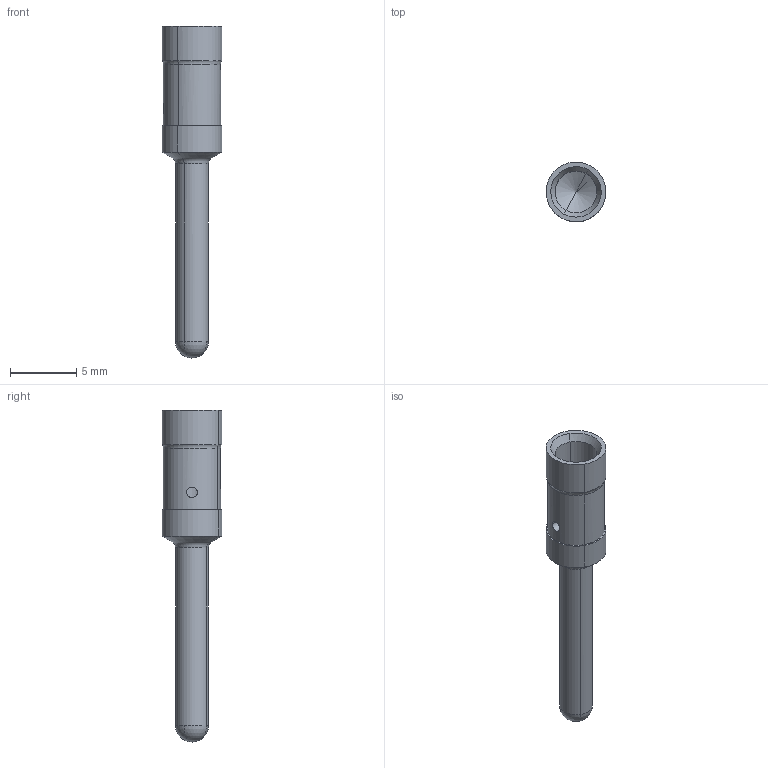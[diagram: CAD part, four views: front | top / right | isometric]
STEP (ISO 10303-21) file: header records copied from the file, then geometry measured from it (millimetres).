
FILE_DESCRIPTION(('CATIA V5 STEP Exchange','CAx-IF Rec.Pracs.--- Model Styling and Organization---1.4--- 2014-01-23'),'2;1');
FILE_NAME ('13283530_3', '2019-11-14T07:48:53+00:00', ('none'), ('Weidmueller'), 'CATIA Version 5-6 Release 2016 SP3 HF44', 'CATIA V5 STEP AP214', 'none');
FILE_SCHEMA(('AUTOMOTIVE_DESIGN { 1 0 10303 214 1 1 1 1 }'));
Length unit declared in the file: millimetre
Products named in the file (1): 1116540000
Bounding box: 4.5 x 4.5 x 25 mm (x, y, z)
Volume: 157.7 mm3; surface area: 352.2 mm2
Topology: 1 solids, 1 shells, 28 faces, 62 edges, 32 vertices
Faces by surface type: cylinder 12, cone 6, torus 4, sphere 4, plane 2
Entity records: 765 total; most frequent: CARTESIAN_POINT 193, ORIENTED_EDGE 112, DIRECTION 98, EDGE_CURVE 56, AXIS2_PLACEMENT_3D 55, EDGE_LOOP 32, VERTEX_POINT 32, ADVANCED_FACE 28
